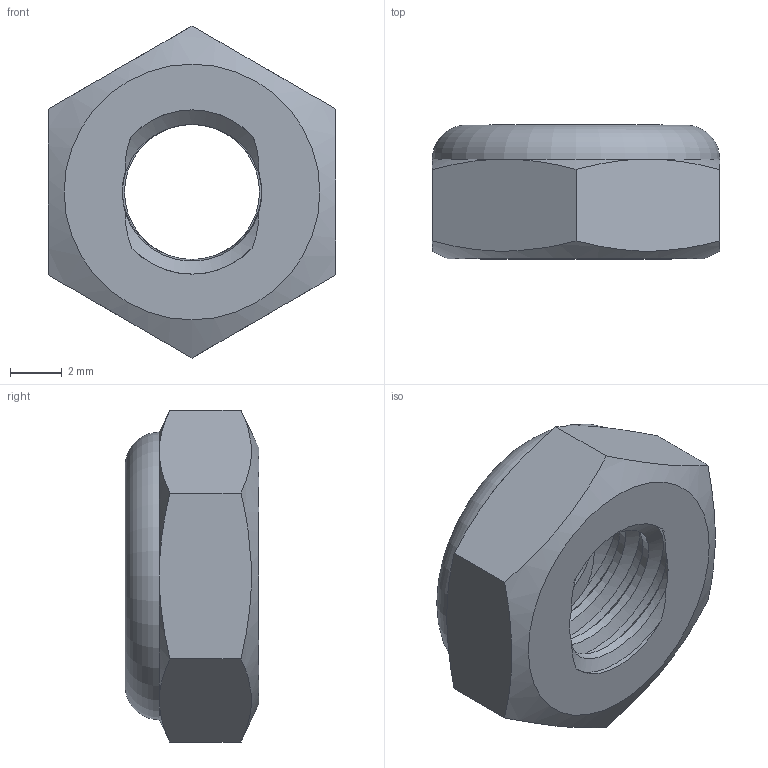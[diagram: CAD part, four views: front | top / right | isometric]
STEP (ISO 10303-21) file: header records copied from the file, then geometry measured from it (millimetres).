
FILE_DESCRIPTION(/* description */ (''),/* implementation_level */ '2;1');
FILE_NAME(/* name */ 'HW-00502_2_ASM.stp',/* time_stamp */ '2017-01-08T14:07:54-05:00',/* author */ ('jeff1'),/* organization */ (''),/* preprocessor_version */ 'ST-DEVELOPER v16.5',/* originating_system */ 'Autodesk Inventor 2017',/* authorisation */ '');
FILE_SCHEMA (('AUTOMOTIVE_DESIGN { 1 0 10303 214 3 1 1 }'));
Length unit declared in the file: inch
Products named in the file (3): HW-00502_2_ASM; MANIFOLD_SOLID_BREP_212996; MANIFOLD_SOLID_BREP_214924
Assembly tree (2 placements, depth 2):
  HW-00502_2_ASM
    MANIFOLD_SOLID_BREP_212996
    MANIFOLD_SOLID_BREP_214924
Bounding box: 11.11 x 5.17 x 12.83 mm (x, y, z)
Volume: 372.5 mm3; surface area: 721.7 mm2
Topology: 2 solids, 2 shells, 41 faces, 93 edges, 58 vertices
Faces by surface type: cone 15, plane 12, cylinder 11, torus 3
Full cylindrical faces by diameter (mm): 5.22 x1, 5.387 x2, 6.35 x3, 6.843 x1
Entity records: 1296 total; most frequent: CARTESIAN_POINT 421, DIRECTION 178, ORIENTED_EDGE 144, AXIS2_PLACEMENT_3D 86, EDGE_CURVE 72, EDGE_LOOP 62, VERTEX_POINT 52, FACE_OUTER_BOUND 41
